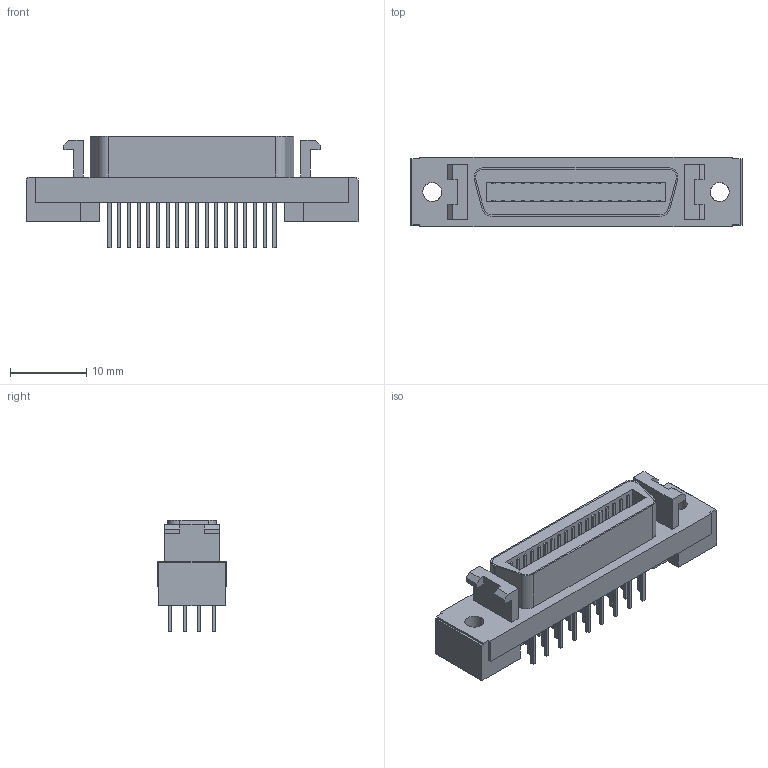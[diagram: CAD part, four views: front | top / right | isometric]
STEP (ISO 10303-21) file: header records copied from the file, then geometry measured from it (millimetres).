
FILE_DESCRIPTION((''),'2;1');
FILE_NAME('3M_10236-6212PC.stp','2010-03-08T13:03:50',(''),(''),'Mechanical Desktop 2010','Mechanical Desktop 2010',', , ');
FILE_SCHEMA(('AUTOMOTIVE_DESIGN { 1 2 10303 214 1 1 1 1 }'));
Length unit declared in the file: millimetre
Products named in the file (1): Product
Bounding box: 43.43 x 9.14 x 14.58 mm (x, y, z)
Volume: 2313 mm3; surface area: 3651.9 mm2
Topology: 79 solids, 79 shells, 546 faces, 1174 edges, 788 vertices
Faces by surface type: plane 532, cylinder 14
Full cylindrical faces by diameter (mm): 2.489 x2
Entity records: 14674 total; most frequent: CARTESIAN_POINT 3043, ORIENTED_EDGE 2344, DIRECTION 2114, EDGE_CURVE 1172, VECTOR 972, LINE 972, VERTEX_POINT 788, AXIS2_PLACEMENT_3D 571
